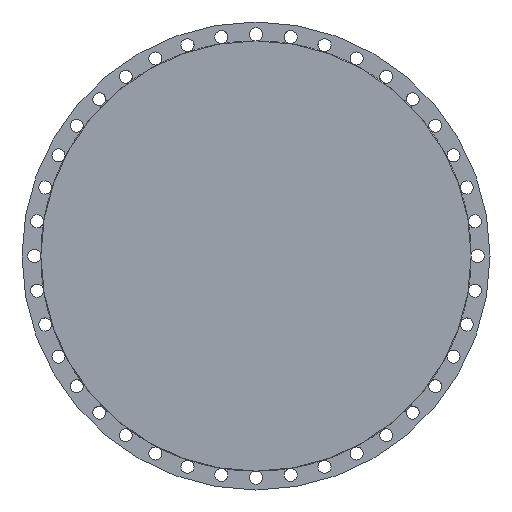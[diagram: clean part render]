
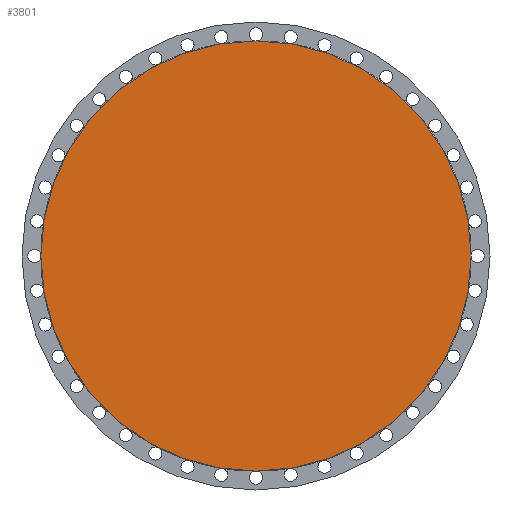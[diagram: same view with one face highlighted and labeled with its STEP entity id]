
A CAD part, left-side view. The second image highlights one B-rep face of the part: STEP entity #3801.
In plain terms, the highlighted planar face has unit normal (-1, 0, 0).
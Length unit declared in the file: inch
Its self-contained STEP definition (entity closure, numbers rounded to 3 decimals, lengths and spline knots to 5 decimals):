
#23 = AXIS2_PLACEMENT_3D ( 'NONE', #749, #1910, #2220 ) ;
#289 = CARTESIAN_POINT ( 'NONE',  ( 0., 0., 18.5 ) ) ;
#468 = EDGE_CURVE ( 'NONE', #2949, #3521, #3716, .T. ) ;
#511 = DIRECTION ( 'NONE',  ( 0., 0., 1. ) ) ;
#571 = ORIENTED_EDGE ( 'NONE', *, *, #2598, .T. ) ;
#749 = CARTESIAN_POINT ( 'NONE',  ( 0., 0., 0. ) ) ;
#763 = FACE_OUTER_BOUND ( 'NONE', #1293, .T. ) ;
#853 = CARTESIAN_POINT ( 'NONE',  ( 0., 0., -18.5 ) ) ;
#1293 = EDGE_LOOP ( 'NONE', ( #571, #1311 ) ) ;
#1311 = ORIENTED_EDGE ( 'NONE', *, *, #468, .T. ) ;
#1403 = DIRECTION ( 'NONE',  ( -1., 0., 0. ) ) ;
#1660 = CARTESIAN_POINT ( 'NONE',  ( 0., 0., 0. ) ) ;
#1755 = AXIS2_PLACEMENT_3D ( 'NONE', #1660, #1403, #511 ) ;
#1910 = DIRECTION ( 'NONE',  ( -1., 0., 0. ) ) ;
#2183 = CIRCLE ( 'NONE', #2359, 18.5 ) ;
#2220 = DIRECTION ( 'NONE',  ( 0., 0., 1. ) ) ;
#2359 = AXIS2_PLACEMENT_3D ( 'NONE', #2577, #3790, #3751 ) ;
#2577 = CARTESIAN_POINT ( 'NONE',  ( 0., 0., 0. ) ) ;
#2598 = EDGE_CURVE ( 'NONE', #3521, #2949, #2183, .T. ) ;
#2949 = VERTEX_POINT ( 'NONE', #853 ) ;
#3140 = PLANE ( 'NONE',  #1755 ) ;
#3521 = VERTEX_POINT ( 'NONE', #289 ) ;
#3716 = CIRCLE ( 'NONE', #23, 18.5 ) ;
#3751 = DIRECTION ( 'NONE',  ( 0., 0., 1. ) ) ;
#3790 = DIRECTION ( 'NONE',  ( -1., 0., 0. ) ) ;
#3801 = ADVANCED_FACE ( 'NONE', ( #763 ), #3140, .T. ) ;
